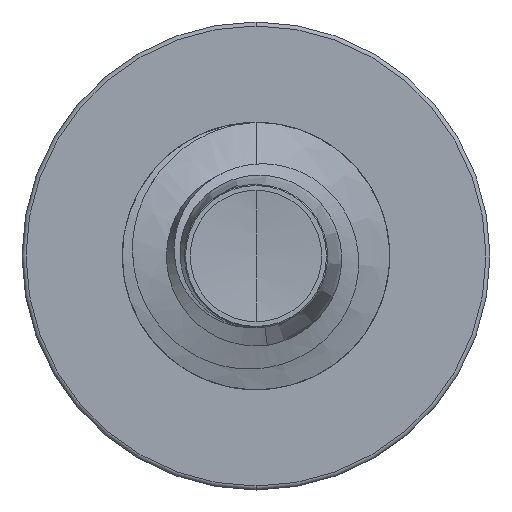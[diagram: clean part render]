
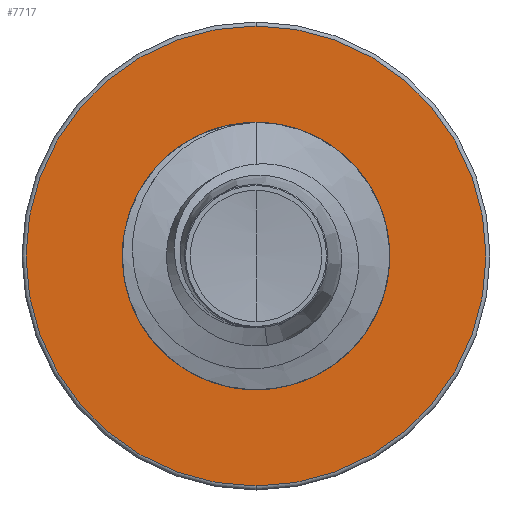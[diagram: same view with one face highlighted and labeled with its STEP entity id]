
A CAD part, front view. The second image highlights one B-rep face of the part: STEP entity #7717.
In plain terms, the highlighted planar face has unit normal (0, -1, 0).
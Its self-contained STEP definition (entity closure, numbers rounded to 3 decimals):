
#803 = EDGE_CURVE ( 'NONE', #12889, #10064, #1823, .T. ) ;
#1823 = CIRCLE ( 'NONE', #11012, 5.16 ) ;
#2022 = CIRCLE ( 'NONE', #17314, 2.842 ) ;
#2618 = ORIENTED_EDGE ( 'NONE', *, *, #19191, .T. ) ;
#3220 = VERTEX_POINT ( 'NONE', #18973 ) ;
#3782 = CARTESIAN_POINT ( 'NONE',  ( 0., 15., -5.16 ) ) ;
#4186 = FACE_OUTER_BOUND ( 'NONE', #9116, .T. ) ;
#4761 = AXIS2_PLACEMENT_3D ( 'NONE', #7459, #7365, #7342 ) ;
#5264 = DIRECTION ( 'NONE',  ( 0., 1., 0. ) ) ;
#5971 = DIRECTION ( 'NONE',  ( 0., 1., 0. ) ) ;
#6363 = EDGE_CURVE ( 'NONE', #10064, #12889, #14817, .T. ) ;
#6376 = CARTESIAN_POINT ( 'NONE',  ( 0., 15., 0. ) ) ;
#7342 = DIRECTION ( 'NONE',  ( 0., 0., 1. ) ) ;
#7365 = DIRECTION ( 'NONE',  ( 0., 1., 0. ) ) ;
#7459 = CARTESIAN_POINT ( 'NONE',  ( 0., 15., -2.842 ) ) ;
#7493 = PLANE ( 'NONE',  #4761 ) ;
#7717 = ADVANCED_FACE ( 'NONE', ( #4186, #19048 ), #7493, .F. ) ;
#7853 = AXIS2_PLACEMENT_3D ( 'NONE', #6376, #16659, #8000 ) ;
#8000 = DIRECTION ( 'NONE',  ( 0., 0., 1. ) ) ;
#9116 = EDGE_LOOP ( 'NONE', ( #16573, #13780 ) ) ;
#10064 = VERTEX_POINT ( 'NONE', #10759 ) ;
#10759 = CARTESIAN_POINT ( 'NONE',  ( 0., 15., 5.16 ) ) ;
#11012 = AXIS2_PLACEMENT_3D ( 'NONE', #15789, #5971, #15428 ) ;
#11991 = DIRECTION ( 'NONE',  ( 0., 0., 1. ) ) ;
#11997 = DIRECTION ( 'NONE',  ( 0., 1., 0. ) ) ;
#12030 = CARTESIAN_POINT ( 'NONE',  ( 0., 15., 0. ) ) ;
#12889 = VERTEX_POINT ( 'NONE', #3782 ) ;
#13594 = AXIS2_PLACEMENT_3D ( 'NONE', #12030, #11997, #11991 ) ;
#13752 = CARTESIAN_POINT ( 'NONE',  ( 0., 15., -2.842 ) ) ;
#13780 = ORIENTED_EDGE ( 'NONE', *, *, #803, .F. ) ;
#14362 = ORIENTED_EDGE ( 'NONE', *, *, #16387, .T. ) ;
#14417 = CARTESIAN_POINT ( 'NONE',  ( 0., 15., 0. ) ) ;
#14817 = CIRCLE ( 'NONE', #13594, 5.16 ) ;
#15428 = DIRECTION ( 'NONE',  ( 0., 0., 1. ) ) ;
#15741 = DIRECTION ( 'NONE',  ( 0., 0., 1. ) ) ;
#15789 = CARTESIAN_POINT ( 'NONE',  ( 0., 15., 0. ) ) ;
#16387 = EDGE_CURVE ( 'NONE', #3220, #17242, #2022, .T. ) ;
#16573 = ORIENTED_EDGE ( 'NONE', *, *, #6363, .F. ) ;
#16659 = DIRECTION ( 'NONE',  ( 0., 1., 0. ) ) ;
#17051 = EDGE_LOOP ( 'NONE', ( #14362, #2618 ) ) ;
#17242 = VERTEX_POINT ( 'NONE', #13752 ) ;
#17314 = AXIS2_PLACEMENT_3D ( 'NONE', #14417, #5264, #15741 ) ;
#18360 = CIRCLE ( 'NONE', #7853, 2.842 ) ;
#18973 = CARTESIAN_POINT ( 'NONE',  ( 0., 15., 2.842 ) ) ;
#19048 = FACE_BOUND ( 'NONE', #17051, .T. ) ;
#19191 = EDGE_CURVE ( 'NONE', #17242, #3220, #18360, .T. ) ;
